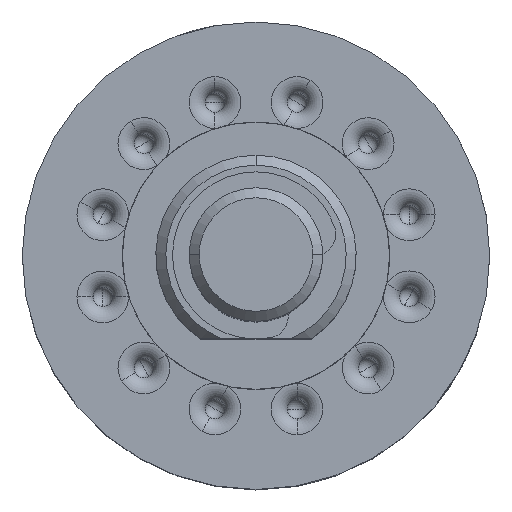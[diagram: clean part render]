
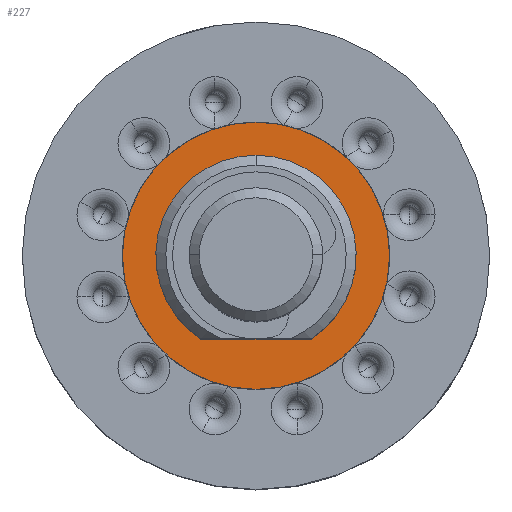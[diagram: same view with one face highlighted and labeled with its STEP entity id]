
A CAD part, top view. The second image highlights one B-rep face of the part: STEP entity #227.
In plain terms, the highlighted planar face has unit normal (0, 0, 1).
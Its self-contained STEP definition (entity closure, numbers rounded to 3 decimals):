
#227 = ADVANCED_FACE ( 'NONE', ( #11595, #468 ), #9206, .T. ) ;
#278 = CARTESIAN_POINT ( 'NONE',  ( 0., 3., 0. ) ) ;
#393 = AXIS2_PLACEMENT_3D ( 'NONE', #8935, #13260, #10452 ) ;
#468 = FACE_OUTER_BOUND ( 'NONE', #15806, .T. ) ;
#1512 = ORIENTED_EDGE ( 'NONE', *, *, #4972, .T. ) ;
#2529 = CARTESIAN_POINT ( 'NONE',  ( 0., 0., 0. ) ) ;
#2995 = VERTEX_POINT ( 'NONE', #13051 ) ;
#3065 = ORIENTED_EDGE ( 'NONE', *, *, #9499, .T. ) ;
#3393 = DIRECTION ( 'NONE',  ( 0., 0., 1. ) ) ;
#3487 = CARTESIAN_POINT ( 'NONE',  ( 0., 0., 0. ) ) ;
#3533 = CIRCLE ( 'NONE', #16454, 3. ) ;
#4770 = DIRECTION ( 'NONE',  ( 0., -1., 0. ) ) ;
#4972 = EDGE_CURVE ( 'NONE', #5423, #2995, #17194, .T. ) ;
#5291 = ORIENTED_EDGE ( 'NONE', *, *, #8563, .T. ) ;
#5333 = DIRECTION ( 'NONE',  ( 0., 0., 1. ) ) ;
#5423 = VERTEX_POINT ( 'NONE', #16013 ) ;
#5427 = CARTESIAN_POINT ( 'NONE',  ( 0., 4., 0. ) ) ;
#5518 = DIRECTION ( 'NONE',  ( 0., -1., 0. ) ) ;
#6037 = ORIENTED_EDGE ( 'NONE', *, *, #11353, .F. ) ;
#6487 = CIRCLE ( 'NONE', #8427, 4. ) ;
#6579 = DIRECTION ( 'NONE',  ( -1., 0., 0. ) ) ;
#6744 = CARTESIAN_POINT ( 'NONE',  ( 0., -4., 0. ) ) ;
#7005 = ORIENTED_EDGE ( 'NONE', *, *, #16096, .F. ) ;
#8427 = AXIS2_PLACEMENT_3D ( 'NONE', #17906, #3393, #16487 ) ;
#8563 = EDGE_CURVE ( 'NONE', #17441, #16879, #6487, .T. ) ;
#8935 = CARTESIAN_POINT ( 'NONE',  ( 0., 0., 0. ) ) ;
#9206 = PLANE ( 'NONE',  #17866 ) ;
#9499 = EDGE_CURVE ( 'NONE', #16879, #17441, #9588, .T. ) ;
#9588 = CIRCLE ( 'NONE', #393, 4. ) ;
#10452 = DIRECTION ( 'NONE',  ( 0., -1., 0. ) ) ;
#11332 = DIRECTION ( 'NONE',  ( 0., 0., 1. ) ) ;
#11353 = EDGE_CURVE ( 'NONE', #5423, #17632, #13279, .T. ) ;
#11595 = FACE_BOUND ( 'NONE', #16692, .T. ) ;
#13051 = CARTESIAN_POINT ( 'NONE',  ( -1.658, -2.5, 0. ) ) ;
#13260 = DIRECTION ( 'NONE',  ( 0., 0., 1. ) ) ;
#13279 = CIRCLE ( 'NONE', #17466, 3. ) ;
#13894 = DIRECTION ( 'NONE',  ( 0., -1., 0. ) ) ;
#13953 = CARTESIAN_POINT ( 'NONE',  ( 0., 0., 0. ) ) ;
#15065 = DIRECTION ( 'NONE',  ( 0., 0., 1. ) ) ;
#15806 = EDGE_LOOP ( 'NONE', ( #3065, #5291 ) ) ;
#16013 = CARTESIAN_POINT ( 'NONE',  ( 1.658, -2.5, 0. ) ) ;
#16096 = EDGE_CURVE ( 'NONE', #17632, #2995, #3533, .T. ) ;
#16421 = CARTESIAN_POINT ( 'NONE',  ( 0., -2.5, 0. ) ) ;
#16454 = AXIS2_PLACEMENT_3D ( 'NONE', #2529, #11332, #5518 ) ;
#16487 = DIRECTION ( 'NONE',  ( 0., -1., 0. ) ) ;
#16692 = EDGE_LOOP ( 'NONE', ( #1512, #7005, #6037 ) ) ;
#16879 = VERTEX_POINT ( 'NONE', #5427 ) ;
#17194 = LINE ( 'NONE', #16421, #18369 ) ;
#17441 = VERTEX_POINT ( 'NONE', #6744 ) ;
#17466 = AXIS2_PLACEMENT_3D ( 'NONE', #13953, #5333, #13894 ) ;
#17632 = VERTEX_POINT ( 'NONE', #278 ) ;
#17866 = AXIS2_PLACEMENT_3D ( 'NONE', #3487, #15065, #4770 ) ;
#17906 = CARTESIAN_POINT ( 'NONE',  ( 0., 0., 0. ) ) ;
#18369 = VECTOR ( 'NONE', #6579, 1000. ) ;
